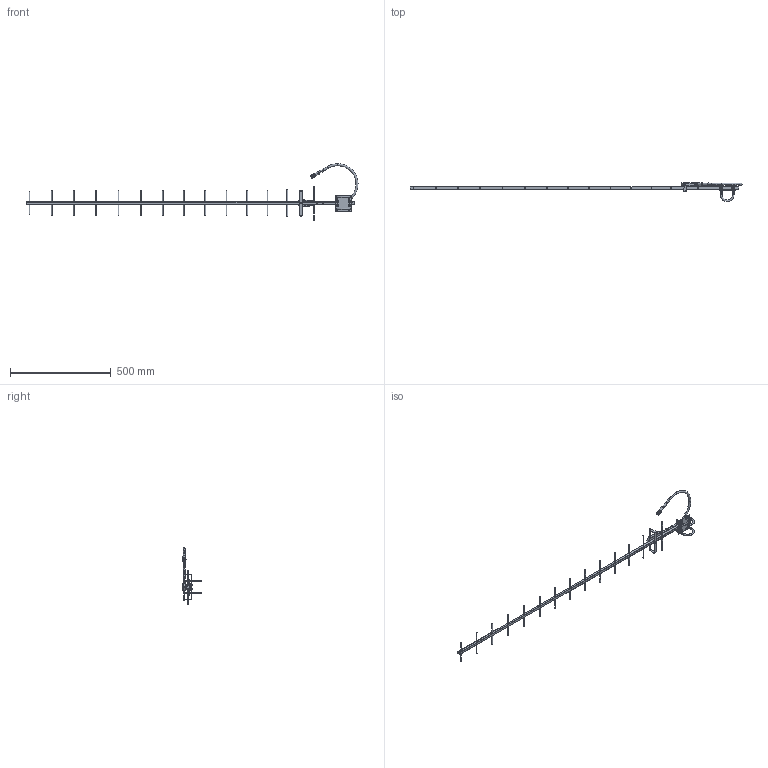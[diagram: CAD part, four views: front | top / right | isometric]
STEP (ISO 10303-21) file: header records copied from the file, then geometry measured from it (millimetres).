
FILE_DESCRIPTION (( 'STEP AP214' ), '1' );
FILE_NAME ('FM51YA1013_3D.step', '2022-12-30T22:01:10', ( '' ), ( '' ), 'SwSTEP 2.0', 'SolidWorks 2022', '' );
FILE_SCHEMA (( 'AUTOMOTIVE_DESIGN' ));
Length unit declared in the file: inch
Products named in the file (1): FM51YA1013_3D
Bounding box: 1645.72 x 94.77 x 280.49 mm (x, y, z)
Volume: 269450.5 mm3; surface area: 230930.6 mm2
Topology: 8 solids, 17 shells, 1729 faces, 3772 edges, 2175 vertices
Faces by surface type: cone 939, plane 343, cylinder 316, torus 114, sphere 10, bspline 7
Entity records: 67538 total; most frequent: CARTESIAN_POINT 11409, DIRECTION 8645, ORIENTED_EDGE 7524, EDGE_CURVE 3762, AXIS2_PLACEMENT_3D 3476, VERTEX_POINT 2175, EDGE_LOOP 1901, CIRCLE 1753
